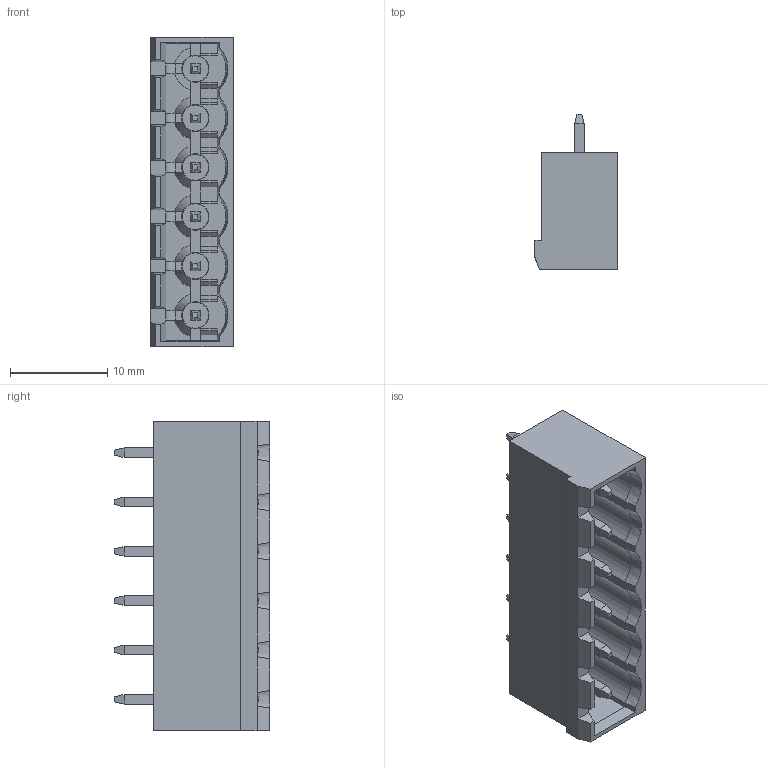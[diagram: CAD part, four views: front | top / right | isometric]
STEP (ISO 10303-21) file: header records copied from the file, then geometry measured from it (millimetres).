
FILE_DESCRIPTION((''),'2;1');
FILE_NAME('WJ2EDGVC-508-6P','2017-03-16T',('QZY'),(''),'CREO PARAMETRIC BY PTC INC, 2014440','CREO PARAMETRIC BY PTC INC, 2014440','');
FILE_SCHEMA(('CONFIG_CONTROL_DESIGN'));
Length unit declared in the file: millimetre
Products named in the file (1): WJ2EDGVC-508-6P
Bounding box: 8.5 x 16 x 31.88 mm (x, y, z)
Volume: 1277.9 mm3; surface area: 2891.6 mm2
Topology: 1 solids, 1 shells, 516 faces, 1345 edges, 831 vertices
Faces by surface type: plane 449, cone 28, cylinder 27, sphere 12
Entity records: 15431 total; most frequent: CARTESIAN_POINT 2829, ORIENTED_EDGE 2666, DIRECTION 2473, EDGE_CURVE 1333, VECTOR 1161, LINE 1161, VERTEX_POINT 831, AXIS2_PLACEMENT_3D 656
